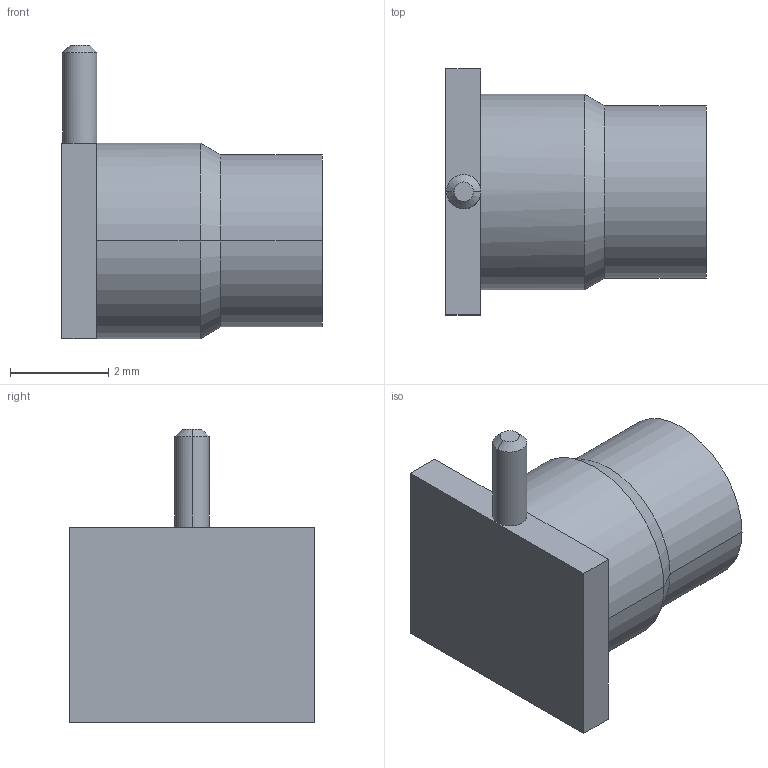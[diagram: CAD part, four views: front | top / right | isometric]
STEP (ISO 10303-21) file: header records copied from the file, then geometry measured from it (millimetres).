
FILE_DESCRIPTION((''),'2;1');
FILE_NAME('908-NM22109_SW0001','2019-11-27T',('karthik'),(''),'CREO PARAMETRIC BY PTC INC, 2018360','CREO PARAMETRIC BY PTC INC, 2018360','');
FILE_SCHEMA(('CONFIG_CONTROL_DESIGN'));
Length unit declared in the file: millimetre
Products named in the file (1): 908-NM22109_SW0001
Bounding box: 5.31 x 5 x 5.98 mm (x, y, z)
Volume: 51.4 mm3; surface area: 134.7 mm2
Topology: 1 solids, 1 shells, 50 faces, 118 edges, 70 vertices
Faces by surface type: plane 18, cylinder 18, cone 14
Entity records: 1463 total; most frequent: CARTESIAN_POINT 261, DIRECTION 258, ORIENTED_EDGE 232, EDGE_CURVE 116, AXIS2_PLACEMENT_3D 98, VERTEX_POINT 70, VECTOR 62, LINE 62
